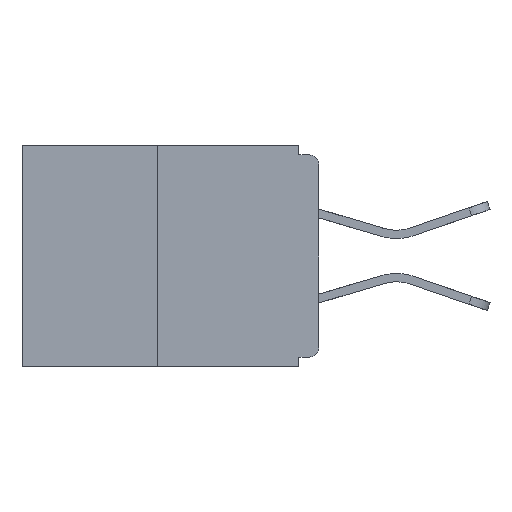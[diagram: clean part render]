
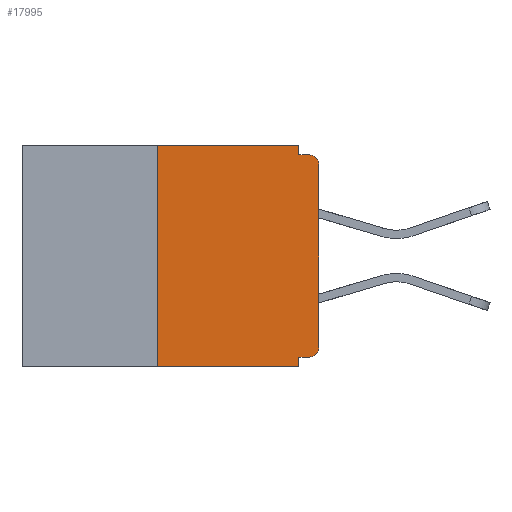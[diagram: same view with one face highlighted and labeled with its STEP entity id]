
A CAD part, left-side view. The second image highlights one B-rep face of the part: STEP entity #17995.
In plain terms, the highlighted planar face has unit normal (-1, 0, 0).
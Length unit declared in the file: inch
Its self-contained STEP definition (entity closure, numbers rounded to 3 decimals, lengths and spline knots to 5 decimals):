
#47 = EDGE_CURVE ( 'NONE', #21769, #16714, #7029, .T. ) ;
#546 = CARTESIAN_POINT ( 'NONE',  ( 0., 0.25, -0.343 ) ) ;
#812 = AXIS2_PLACEMENT_3D ( 'NONE', #8268, #11745, #13539 ) ;
#2041 = LINE ( 'NONE', #7544, #16710 ) ;
#2442 = VECTOR ( 'NONE', #6170, 39.37008 ) ;
#3311 = VERTEX_POINT ( 'NONE', #546 ) ;
#4400 = CARTESIAN_POINT ( 'NONE',  ( 0., 0.031, -0.015 ) ) ;
#4656 = DIRECTION ( 'NONE',  ( 0., -1., 0. ) ) ;
#4709 = CARTESIAN_POINT ( 'NONE',  ( 0., 0.25, 0. ) ) ;
#4870 = CARTESIAN_POINT ( 'NONE',  ( 0., 0.25, 0. ) ) ;
#4981 = CARTESIAN_POINT ( 'NONE',  ( 0., 0.031, -0.328 ) ) ;
#5188 = VERTEX_POINT ( 'NONE', #4981 ) ;
#5475 = LINE ( 'NONE', #11539, #16129 ) ;
#5722 = VERTEX_POINT ( 'NONE', #17279 ) ;
#5794 = VERTEX_POINT ( 'NONE', #12369 ) ;
#5863 = ORIENTED_EDGE ( 'NONE', *, *, #20671, .F. ) ;
#5888 = VERTEX_POINT ( 'NONE', #13612 ) ;
#6056 = CARTESIAN_POINT ( 'NONE',  ( 0., 0.031, 0. ) ) ;
#6170 = DIRECTION ( 'NONE',  ( 0., 0., 1. ) ) ;
#6583 = VECTOR ( 'NONE', #8202, 39.37008 ) ;
#7029 = LINE ( 'NONE', #20110, #2442 ) ;
#7509 = ORIENTED_EDGE ( 'NONE', *, *, #8780, .T. ) ;
#7544 = CARTESIAN_POINT ( 'NONE',  ( 0., 0., -0.015 ) ) ;
#7618 = DIRECTION ( 'NONE',  ( 0., -1., 0. ) ) ;
#7630 = EDGE_CURVE ( 'NONE', #5188, #5888, #12501, .T. ) ;
#7755 = CIRCLE ( 'NONE', #12901, 0.015 ) ;
#8157 = DIRECTION ( 'NONE',  ( 0., 0., -1. ) ) ;
#8202 = DIRECTION ( 'NONE',  ( 0., 0., 1. ) ) ;
#8268 = CARTESIAN_POINT ( 'NONE',  ( 0., 0.015, -0.313 ) ) ;
#8385 = ORIENTED_EDGE ( 'NONE', *, *, #12580, .F. ) ;
#8547 = CARTESIAN_POINT ( 'NONE',  ( 0., 0.015, -0.328 ) ) ;
#8667 = ORIENTED_EDGE ( 'NONE', *, *, #19624, .F. ) ;
#8780 = EDGE_CURVE ( 'NONE', #3311, #5888, #11335, .T. ) ;
#9369 = CARTESIAN_POINT ( 'NONE',  ( 0., 0.031, -0.343 ) ) ;
#9441 = DIRECTION ( 'NONE',  ( 0., 0., -1. ) ) ;
#10090 = VERTEX_POINT ( 'NONE', #8547 ) ;
#10799 = VECTOR ( 'NONE', #20590, 39.37008 ) ;
#10988 = CARTESIAN_POINT ( 'NONE',  ( 0., 0., -0.03 ) ) ;
#11181 = EDGE_CURVE ( 'NONE', #16714, #5794, #7755, .T. ) ;
#11192 = LINE ( 'NONE', #4709, #6583 ) ;
#11335 = LINE ( 'NONE', #17349, #10799 ) ;
#11539 = CARTESIAN_POINT ( 'NONE',  ( 0., 0.46, 0. ) ) ;
#11563 = VERTEX_POINT ( 'NONE', #4400 ) ;
#11745 = DIRECTION ( 'NONE',  ( -1., 0., 0. ) ) ;
#11947 = CARTESIAN_POINT ( 'NONE',  ( 0., 0.46, 0. ) ) ;
#12329 = EDGE_CURVE ( 'NONE', #3311, #22113, #11192, .T. ) ;
#12369 = CARTESIAN_POINT ( 'NONE',  ( 0., 0.015, -0.015 ) ) ;
#12483 = EDGE_CURVE ( 'NONE', #10090, #5188, #18882, .T. ) ;
#12501 = LINE ( 'NONE', #9369, #20131 ) ;
#12580 = EDGE_CURVE ( 'NONE', #5722, #11563, #17378, .T. ) ;
#12620 = CARTESIAN_POINT ( 'NONE',  ( 0., 0., -0.328 ) ) ;
#12685 = ORIENTED_EDGE ( 'NONE', *, *, #47, .T. ) ;
#12901 = AXIS2_PLACEMENT_3D ( 'NONE', #17513, #13912, #18961 ) ;
#12992 = VECTOR ( 'NONE', #14519, 39.37008 ) ;
#12994 = ORIENTED_EDGE ( 'NONE', *, *, #7630, .F. ) ;
#13498 = ORIENTED_EDGE ( 'NONE', *, *, #12329, .F. ) ;
#13539 = DIRECTION ( 'NONE',  ( 0., 0., -1. ) ) ;
#13612 = CARTESIAN_POINT ( 'NONE',  ( 0., 0.031, -0.343 ) ) ;
#13643 = PLANE ( 'NONE',  #17078 ) ;
#13692 = CIRCLE ( 'NONE', #812, 0.015 ) ;
#13718 = DIRECTION ( 'NONE',  ( 1., 0., 0. ) ) ;
#13912 = DIRECTION ( 'NONE',  ( -1., 0., 0. ) ) ;
#14519 = DIRECTION ( 'NONE',  ( 0., 0., -1. ) ) ;
#14694 = FACE_OUTER_BOUND ( 'NONE', #20612, .T. ) ;
#15987 = DIRECTION ( 'NONE',  ( 0., 1., 0. ) ) ;
#16129 = VECTOR ( 'NONE', #4656, 39.37008 ) ;
#16710 = VECTOR ( 'NONE', #7618, 39.37008 ) ;
#16714 = VERTEX_POINT ( 'NONE', #10988 ) ;
#17078 = AXIS2_PLACEMENT_3D ( 'NONE', #11947, #13718, #8157 ) ;
#17279 = CARTESIAN_POINT ( 'NONE',  ( 0., 0.031, 0. ) ) ;
#17349 = CARTESIAN_POINT ( 'NONE',  ( 0., 0.46, -0.343 ) ) ;
#17378 = LINE ( 'NONE', #6056, #12992 ) ;
#17513 = CARTESIAN_POINT ( 'NONE',  ( 0., 0.015, -0.03 ) ) ;
#17884 = CARTESIAN_POINT ( 'NONE',  ( 0., 0., -0.313 ) ) ;
#17898 = ORIENTED_EDGE ( 'NONE', *, *, #12483, .F. ) ;
#17995 = ADVANCED_FACE ( 'NONE', ( #14694 ), #13643, .F. ) ;
#18463 = ORIENTED_EDGE ( 'NONE', *, *, #11181, .T. ) ;
#18882 = LINE ( 'NONE', #12620, #19944 ) ;
#18961 = DIRECTION ( 'NONE',  ( 0., 0., -1. ) ) ;
#19624 = EDGE_CURVE ( 'NONE', #11563, #5794, #2041, .T. ) ;
#19790 = EDGE_CURVE ( 'NONE', #10090, #21769, #13692, .T. ) ;
#19944 = VECTOR ( 'NONE', #15987, 39.37008 ) ;
#20110 = CARTESIAN_POINT ( 'NONE',  ( 0., 0., 0. ) ) ;
#20131 = VECTOR ( 'NONE', #9441, 39.37008 ) ;
#20496 = ORIENTED_EDGE ( 'NONE', *, *, #19790, .T. ) ;
#20590 = DIRECTION ( 'NONE',  ( 0., -1., 0. ) ) ;
#20612 = EDGE_LOOP ( 'NONE', ( #5863, #13498, #7509, #12994, #17898, #20496, #12685, #18463, #8667, #8385 ) ) ;
#20671 = EDGE_CURVE ( 'NONE', #22113, #5722, #5475, .T. ) ;
#21769 = VERTEX_POINT ( 'NONE', #17884 ) ;
#22113 = VERTEX_POINT ( 'NONE', #4870 ) ;
